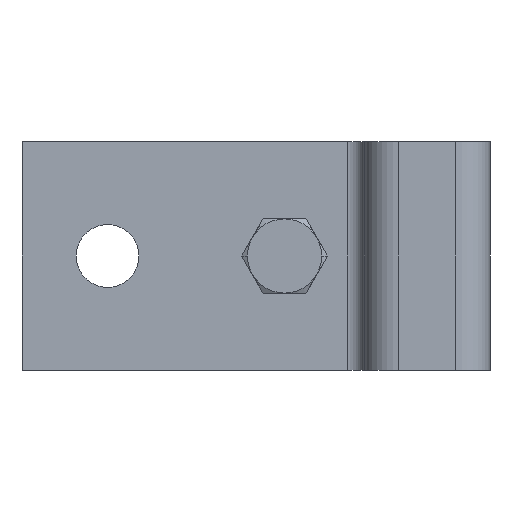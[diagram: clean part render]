
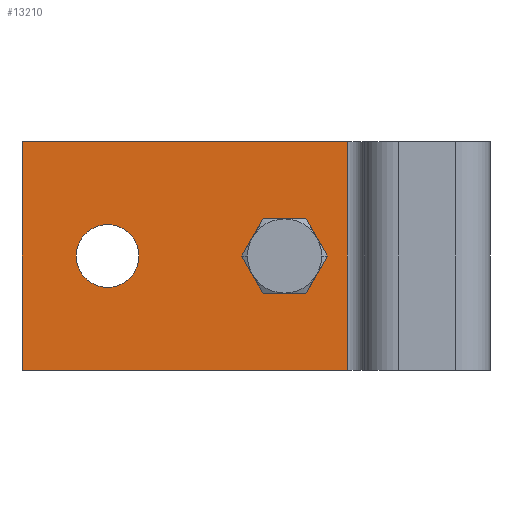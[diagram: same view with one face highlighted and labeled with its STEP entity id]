
A CAD part, left-side view. The second image highlights one B-rep face of the part: STEP entity #13210.
In plain terms, the highlighted planar face has unit normal (-1, 0, 0).
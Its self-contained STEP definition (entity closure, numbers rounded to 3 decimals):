
#7820=CARTESIAN_POINT('',(-6.5,25.,0.));
#7830=VERTEX_POINT('',#7820);
#7860=CARTESIAN_POINT('',(-6.5,82.,0.));
#7870=DIRECTION('',(0.,-1.,0.));
#7880=VECTOR('',#7870,1.);
#7890=LINE('',#7860,#7880);
#7900=CARTESIAN_POINT('',(-6.5,82.,0.));
#7910=VERTEX_POINT('',#7900);
#7920=EDGE_CURVE('',#7910,#7830,#7890,.T.);
#9730=CARTESIAN_POINT('',(-6.5,82.,-40.));
#9740=VERTEX_POINT('',#9730);
#9770=CARTESIAN_POINT('',(-6.5,82.,-40.));
#9780=DIRECTION('',(0.,-1.,0.));
#9790=VECTOR('',#9780,1.);
#9800=LINE('',#9770,#9790);
#9810=CARTESIAN_POINT('',(-6.5,25.,-40.));
#9820=VERTEX_POINT('',#9810);
#9830=EDGE_CURVE('',#9740,#9820,#9800,.T.);
#10250=CARTESIAN_POINT('',(-6.5,82.,0.));
#10260=DIRECTION('',(0.,0.,-1.));
#10270=VECTOR('',#10260,1.);
#10280=LINE('',#10250,#10270);
#10290=EDGE_CURVE('',#7910,#9740,#10280,.T.);
#12540=CARTESIAN_POINT('',(-6.5,82.,0.));
#12550=DIRECTION('',(-1.,0.,0.));
#12560=DIRECTION('',(0.,1.,0.));
#12570=AXIS2_PLACEMENT_3D('',#12540,#12550,#12560);
#12580=PLANE('',#12570);
#12590=CARTESIAN_POINT('',(-6.5,25.,0.));
#12600=DIRECTION('',(0.,0.,-1.));
#12610=VECTOR('',#12600,1.);
#12620=LINE('',#12590,#12610);
#12630=EDGE_CURVE('',#7830,#9820,#12620,.T.);
#12640=ORIENTED_EDGE('',*,*,#12630,.F.);
#12650=ORIENTED_EDGE('',*,*,#9830,.T.);
#12660=ORIENTED_EDGE('',*,*,#10290,.T.);
#12670=ORIENTED_EDGE('',*,*,#7920,.F.);
#12680=EDGE_LOOP('',(#12670,#12660,#12650,#12640));
#12690=FACE_OUTER_BOUND('',#12680,.T.);
#12700=CARTESIAN_POINT('',(-6.5,67.,-20.));
#12710=DIRECTION('',(-1.,0.,0.));
#12720=DIRECTION('',(0.,0.,1.));
#12730=AXIS2_PLACEMENT_3D('',#12700,#12710,#12720);
#12740=CIRCLE('',#12730,5.5);
#12750=CARTESIAN_POINT('',(-6.5,67.,-14.5));
#12760=VERTEX_POINT('',#12750);
#12770=CARTESIAN_POINT('',(-6.5,67.,-25.5));
#12780=VERTEX_POINT('',#12770);
#12790=EDGE_CURVE('',#12760,#12780,#12740,.T.);
#12800=ORIENTED_EDGE('',*,*,#12790,.F.);
#12810=EDGE_CURVE('',#12780,#12760,#12740,.T.);
#12820=ORIENTED_EDGE('',*,*,#12810,.F.);
#12830=EDGE_LOOP('',(#12820,#12800));
#12840=FACE_BOUND('',#12830,.T.);
#12850=CARTESIAN_POINT('',(-6.5,36.,-20.));
#12860=DIRECTION('',(-1.,0.,0.));
#12870=DIRECTION('',(0.,0.,1.));
#12880=AXIS2_PLACEMENT_3D('',#12850,#12860,#12870);
#12890=CIRCLE('',#12880,5.5);
#12900=CARTESIAN_POINT('',(-6.5,32.838,-24.5));
#12910=VERTEX_POINT('',#12900);
#12920=CARTESIAN_POINT('',(-6.5,32.838,-15.5));
#12930=VERTEX_POINT('',#12920);
#12940=EDGE_CURVE('',#12910,#12930,#12890,.T.);
#12950=ORIENTED_EDGE('',*,*,#12940,.F.);
#12960=CARTESIAN_POINT('',(-6.5,0.,-15.5));
#12970=DIRECTION('',(0.,1.,0.));
#12980=VECTOR('',#12970,1.);
#12990=LINE('',#12960,#12980);
#13000=CARTESIAN_POINT('',(-6.5,39.162,-15.5));
#13010=VERTEX_POINT('',#13000);
#13020=EDGE_CURVE('',#12930,#13010,#12990,.T.);
#13030=ORIENTED_EDGE('',*,*,#13020,.F.);
#13040=CARTESIAN_POINT('',(-6.5,36.,-20.));
#13050=DIRECTION('',(-1.,0.,0.));
#13060=DIRECTION('',(0.,0.,1.));
#13070=AXIS2_PLACEMENT_3D('',#13040,#13050,#13060);
#13080=CIRCLE('',#13070,5.5);
#13090=CARTESIAN_POINT('',(-6.5,39.162,-24.5));
#13100=VERTEX_POINT('',#13090);
#13110=EDGE_CURVE('',#13010,#13100,#13080,.T.);
#13120=ORIENTED_EDGE('',*,*,#13110,.F.);
#13130=CARTESIAN_POINT('',(-6.5,0.,-24.5));
#13140=DIRECTION('',(0.,-1.,0.));
#13150=VECTOR('',#13140,1.);
#13160=LINE('',#13130,#13150);
#13170=EDGE_CURVE('',#13100,#12910,#13160,.T.);
#13180=ORIENTED_EDGE('',*,*,#13170,.F.);
#13190=EDGE_LOOP('',(#13180,#13120,#13030,#12950));
#13200=FACE_BOUND('',#13190,.T.);
#13210=ADVANCED_FACE('',(#12690,#12840,#13200),#12580,.T.);
